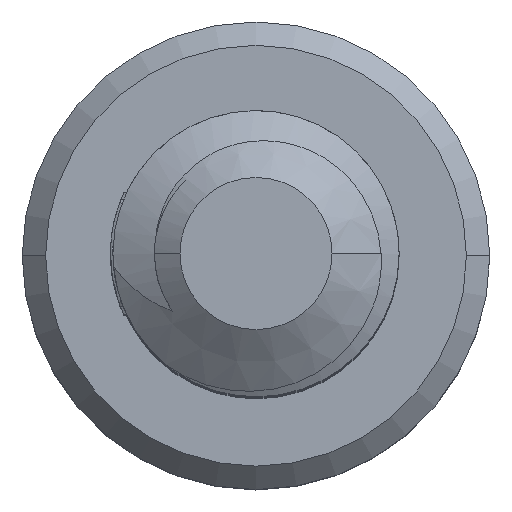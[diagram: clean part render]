
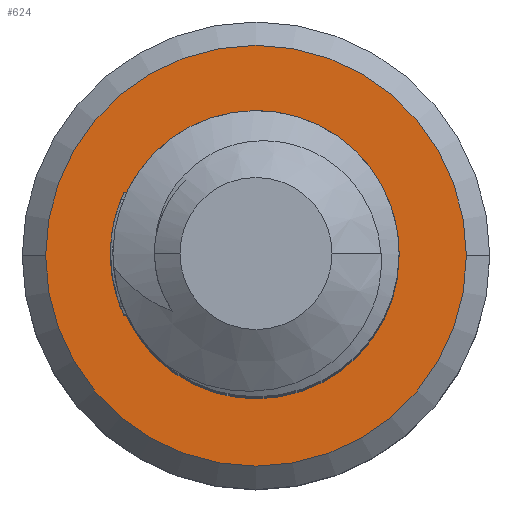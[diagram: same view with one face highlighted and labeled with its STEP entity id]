
A CAD part, top view. The second image highlights one B-rep face of the part: STEP entity #624.
In plain terms, the highlighted planar face has unit normal (0, 0, 1).
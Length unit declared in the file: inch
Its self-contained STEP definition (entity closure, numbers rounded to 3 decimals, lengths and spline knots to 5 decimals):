
#19 = DIRECTION ( 'NONE',  ( 0., 0., 1. ) ) ;
#63 = CARTESIAN_POINT ( 'NONE',  ( 0.0224, 0.04831, -0.5 ) ) ;
#83 = CARTESIAN_POINT ( 'NONE',  ( -0.08235, 0., -0.5 ) ) ;
#103 = CARTESIAN_POINT ( 'NONE',  ( 0.08235, 0., -0.5 ) ) ;
#267 = AXIS2_PLACEMENT_3D ( 'NONE', #3016, #1486, #7131 ) ;
#550 = CARTESIAN_POINT ( 'NONE',  ( -0.04248, -0.0226, -0.5 ) ) ;
#624 = ADVANCED_FACE ( 'NONE', ( #659, #6081 ), #691, .F. ) ;
#659 = FACE_OUTER_BOUND ( 'NONE', #984, .T. ) ;
#691 = PLANE ( 'NONE',  #267 ) ;
#775 = CIRCLE ( 'NONE', #3309, 0.056 ) ;
#861 = CARTESIAN_POINT ( 'NONE',  ( 0.03962, 0.03158, -0.5 ) ) ;
#984 = EDGE_LOOP ( 'NONE', ( #5156, #10164 ) ) ;
#1163 = CIRCLE ( 'NONE', #9053, 0.03976 ) ;
#1342 = CARTESIAN_POINT ( 'NONE',  ( -0.04986, -0.00494, -0.5 ) ) ;
#1486 = DIRECTION ( 'NONE',  ( 0., 0., -1. ) ) ;
#1670 = CARTESIAN_POINT ( 'NONE',  ( 0.04552, 0.01355, -0.5 ) ) ;
#1682 = CARTESIAN_POINT ( 'NONE',  ( -0.03924, 0.03996, -0.5 ) ) ;
#1792 = CARTESIAN_POINT ( 'NONE',  ( 0., 0., -0.5 ) ) ;
#1811 = B_SPLINE_CURVE_WITH_KNOTS ( 'NONE', 3,
 ( #8495, #10036, #10114, #5359, #550, #6192, #1342, #6986, #2131, #7761, #2939, #8529, #3744, #9318 ),
 .UNSPECIFIED., .F., .F.,
 ( 4, 2, 2, 2, 2, 2, 4 ),
 ( 0., 0.00072, 0.00145, 0.00181, 0.00217, 0.00253, 0.00289 ),
 .UNSPECIFIED. ) ;
#2131 = CARTESIAN_POINT ( 'NONE',  ( -0.05126, 0.00932, -0.5 ) ) ;
#2324 = CARTESIAN_POINT ( 'NONE',  ( 0., -0.03976, -0.5 ) ) ;
#2440 = CARTESIAN_POINT ( 'NONE',  ( 0.04531, -0.00075, -0.5 ) ) ;
#2464 = VERTEX_POINT ( 'NONE', #103 ) ;
#2479 = EDGE_CURVE ( 'NONE', #2780, #3282, #775, .T. ) ;
#2572 = DIRECTION ( 'NONE',  ( -1., 0., 0. ) ) ;
#2677 = ORIENTED_EDGE ( 'NONE', *, *, #9529, .T. ) ;
#2780 = VERTEX_POINT ( 'NONE', #5652 ) ;
#2939 = CARTESIAN_POINT ( 'NONE',  ( -0.0486, 0.0234, -0.5 ) ) ;
#3016 = CARTESIAN_POINT ( 'NONE',  ( 0., 0., -0.5 ) ) ;
#3224 = CARTESIAN_POINT ( 'NONE',  ( 0., 0.056, -0.5 ) ) ;
#3260 = CARTESIAN_POINT ( 'NONE',  ( 0.0406, -0.01429, -0.5 ) ) ;
#3282 = VERTEX_POINT ( 'NONE', #1682 ) ;
#3309 = AXIS2_PLACEMENT_3D ( 'NONE', #4111, #9697, #4934 ) ;
#3525 = ORIENTED_EDGE ( 'NONE', *, *, #9566, .T. ) ;
#3744 = CARTESIAN_POINT ( 'NONE',  ( -0.04222, 0.03619, -0.5 ) ) ;
#3931 = VERTEX_POINT ( 'NONE', #83 ) ;
#4067 = CARTESIAN_POINT ( 'NONE',  ( 0.03183, -0.02564, -0.5 ) ) ;
#4111 = CARTESIAN_POINT ( 'NONE',  ( 0., 0., -0.5 ) ) ;
#4741 = CARTESIAN_POINT ( 'NONE',  ( 0., 0., -0.5 ) ) ;
#4809 = CARTESIAN_POINT ( 'NONE',  ( 0., 0., -0.5 ) ) ;
#4855 = CARTESIAN_POINT ( 'NONE',  ( 0.01822, 0.05072, -0.5 ) ) ;
#4934 = DIRECTION ( 'NONE',  ( 1., 0., 0. ) ) ;
#5156 = ORIENTED_EDGE ( 'NONE', *, *, #5909, .T. ) ;
#5169 = EDGE_CURVE ( 'NONE', #2464, #3931, #7886, .T. ) ;
#5350 = AXIS2_PLACEMENT_3D ( 'NONE', #4809, #19, #5639 ) ;
#5359 = CARTESIAN_POINT ( 'NONE',  ( -0.03603, -0.03008, -0.5 ) ) ;
#5565 = DIRECTION ( 'NONE',  ( 1., 0., 0. ) ) ;
#5639 = DIRECTION ( 'NONE',  ( -1., 0., 0. ) ) ;
#5652 = CARTESIAN_POINT ( 'NONE',  ( 0., 0.056, -0.5 ) ) ;
#5686 = CARTESIAN_POINT ( 'NONE',  ( 0.03365, 0.03959, -0.5 ) ) ;
#5731 = CIRCLE ( 'NONE', #5350, 0.08235 ) ;
#5909 = EDGE_CURVE ( 'NONE', #3931, #2464, #5731, .T. ) ;
#6081 = FACE_BOUND ( 'NONE', #10026, .T. ) ;
#6192 = CARTESIAN_POINT ( 'NONE',  ( -0.04851, -0.00951, -0.5 ) ) ;
#6516 = CARTESIAN_POINT ( 'NONE',  ( 0.04458, 0.01823, -0.5 ) ) ;
#6645 = AXIS2_PLACEMENT_3D ( 'NONE', #1792, #7428, #2572 ) ;
#6986 = CARTESIAN_POINT ( 'NONE',  ( -0.05125, 0.0045, -0.5 ) ) ;
#7131 = DIRECTION ( 'NONE',  ( -1., 0., 0. ) ) ;
#7300 = CARTESIAN_POINT ( 'NONE',  ( 0.04588, 0.00396, -0.5 ) ) ;
#7428 = DIRECTION ( 'NONE',  ( 0., 0., 1. ) ) ;
#7761 = CARTESIAN_POINT ( 'NONE',  ( -0.04995, 0.01873, -0.5 ) ) ;
#7886 = CIRCLE ( 'NONE', #6645, 0.08235 ) ;
#8010 = VERTEX_POINT ( 'NONE', #2324 ) ;
#8032 = CARTESIAN_POINT ( 'NONE',  ( 0.00478, 0.05547, -0.5 ) ) ;
#8039 = CARTESIAN_POINT ( 'NONE',  ( 0.02786, -0.02837, -0.5 ) ) ;
#8064 = CARTESIAN_POINT ( 'NONE',  ( 0.04263, -0.01, -0.5 ) ) ;
#8481 = VERTEX_POINT ( 'NONE', #8039 ) ;
#8495 = CARTESIAN_POINT ( 'NONE',  ( 0., -0.03976, -0.5 ) ) ;
#8529 = CARTESIAN_POINT ( 'NONE',  ( -0.04472, 0.03206, -0.5 ) ) ;
#8838 = CARTESIAN_POINT ( 'NONE',  ( 0.03516, -0.0222, -0.5 ) ) ;
#9053 = AXIS2_PLACEMENT_3D ( 'NONE', #4741, #10324, #5565 ) ;
#9207 = ORIENTED_EDGE ( 'NONE', *, *, #9265, .T. ) ;
#9265 = EDGE_CURVE ( 'NONE', #2780, #8481, #10008, .T. ) ;
#9318 = CARTESIAN_POINT ( 'NONE',  ( -0.03924, 0.03996, -0.5 ) ) ;
#9367 = ORIENTED_EDGE ( 'NONE', *, *, #2479, .F. ) ;
#9529 = EDGE_CURVE ( 'NONE', #8010, #3282, #1811, .T. ) ;
#9566 = EDGE_CURVE ( 'NONE', #8481, #8010, #1163, .T. ) ;
#9619 = CARTESIAN_POINT ( 'NONE',  ( 0.00938, 0.0543, -0.5 ) ) ;
#9655 = CARTESIAN_POINT ( 'NONE',  ( 0.02786, -0.02837, -0.5 ) ) ;
#9697 = DIRECTION ( 'NONE',  ( 0., 0., 1. ) ) ;
#10008 = B_SPLINE_CURVE_WITH_KNOTS ( 'NONE', 3,
 ( #3224, #8032, #9619, #4855, #63, #5686, #861, #6516, #1670, #7300, #2440, #8064, #3260, #8838, #4067, #9655 ),
 .UNSPECIFIED., .F., .F.,
 ( 4, 2, 2, 2, 2, 2, 2, 4 ),
 ( 0., 0.00036, 0.00072, 0.00145, 0.00181, 0.00217, 0.00253, 0.00289 ),
 .UNSPECIFIED. ) ;
#10026 = EDGE_LOOP ( 'NONE', ( #9367, #9207, #3525, #2677 ) ) ;
#10036 = CARTESIAN_POINT ( 'NONE',  ( -0.00951, -0.04126, -0.5 ) ) ;
#10114 = CARTESIAN_POINT ( 'NONE',  ( -0.01926, -0.0395, -0.5 ) ) ;
#10164 = ORIENTED_EDGE ( 'NONE', *, *, #5169, .T. ) ;
#10324 = DIRECTION ( 'NONE',  ( 0., 0., -1. ) ) ;
